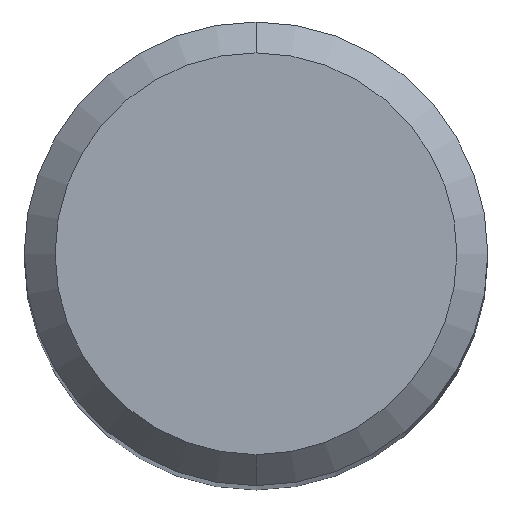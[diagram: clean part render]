
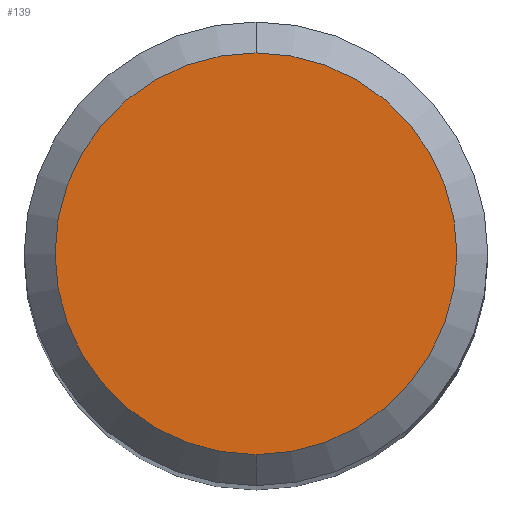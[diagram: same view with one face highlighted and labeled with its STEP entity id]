
A CAD part, top view. The second image highlights one B-rep face of the part: STEP entity #139.
In plain terms, the highlighted planar face has unit normal (0, 0, 1).
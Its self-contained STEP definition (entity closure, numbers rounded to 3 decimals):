
#139=ADVANCED_FACE('',(#295),#296,.T.);
#185=VERTEX_POINT('',#347);
#195=VERTEX_POINT('',#358);
#207=EDGE_CURVE('',#195,#185,#372,.T.);
#225=EDGE_CURVE('',#185,#195,#393,.T.);
#295=FACE_OUTER_BOUND('',#467,.T.);
#296=PLANE('',#468);
#347=CARTESIAN_POINT('',(0.0,2.6,0.0));
#358=CARTESIAN_POINT('',(0.,-2.6,0.0));
#372=CIRCLE('',#563,2.6);
#393=CIRCLE('',#592,2.6);
#467=EDGE_LOOP('',(#655,#656));
#468=AXIS2_PLACEMENT_3D('',#657,#658,#659);
#563=AXIS2_PLACEMENT_3D('',#750,#751,#752);
#592=AXIS2_PLACEMENT_3D('',#786,#787,#788);
#655=ORIENTED_EDGE('',*,*,#225,.F.);
#656=ORIENTED_EDGE('',*,*,#207,.F.);
#657=CARTESIAN_POINT('',(0.0,1.3,0.0));
#658=DIRECTION('',(-0.0,0.0,1.0));
#659=DIRECTION('',(0.0,-1.0,0.0));
#750=CARTESIAN_POINT('',(0.0,0.0,0.0));
#751=DIRECTION('',(0.0,0.0,-1.0));
#752=DIRECTION('',(0.0,1.0,0.0));
#786=CARTESIAN_POINT('',(0.0,0.0,0.0));
#787=DIRECTION('',(0.0,0.0,-1.0));
#788=DIRECTION('',(0.0,1.0,0.0));
